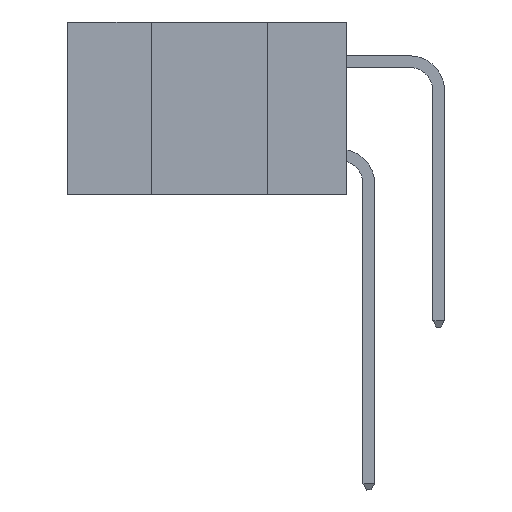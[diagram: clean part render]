
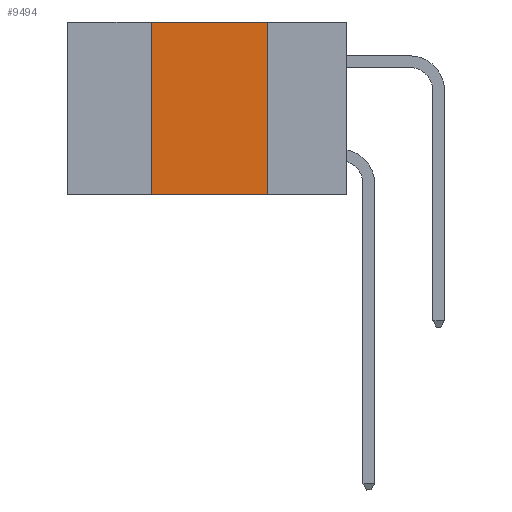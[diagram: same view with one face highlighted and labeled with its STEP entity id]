
A CAD part, left-side view. The second image highlights one B-rep face of the part: STEP entity #9494.
In plain terms, the highlighted planar face has unit normal (-1, 0, 0).
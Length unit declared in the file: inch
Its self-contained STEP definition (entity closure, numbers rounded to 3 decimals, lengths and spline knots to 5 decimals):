
#1887 = LINE ( 'NONE', #11553, #13898 ) ;
#4108 = LINE ( 'NONE', #12318, #23900 ) ;
#4140 = DIRECTION ( 'NONE',  ( 0., 0., -1. ) ) ;
#4371 = EDGE_CURVE ( 'NONE', #22612, #26439, #24380, .T. ) ;
#4469 = FACE_OUTER_BOUND ( 'NONE', #7127, .T. ) ;
#5603 = DIRECTION ( 'NONE',  ( 0., -1., 0. ) ) ;
#5635 = ORIENTED_EDGE ( 'NONE', *, *, #7550, .F. ) ;
#6020 = EDGE_CURVE ( 'NONE', #8182, #12222, #1887, .T. ) ;
#6797 = DIRECTION ( 'NONE',  ( 1., 0., 0. ) ) ;
#7127 = EDGE_LOOP ( 'NONE', ( #5635, #20200, #23265, #10818 ) ) ;
#7173 = CARTESIAN_POINT ( 'NONE',  ( 0., 0.6, 0. ) ) ;
#7550 = EDGE_CURVE ( 'NONE', #12222, #26439, #12460, .T. ) ;
#8182 = VERTEX_POINT ( 'NONE', #24603 ) ;
#8906 = CARTESIAN_POINT ( 'NONE',  ( 0., 0.17, -0.37 ) ) ;
#9494 = ADVANCED_FACE ( 'NONE', ( #4469 ), #19155, .F. ) ;
#10042 = CARTESIAN_POINT ( 'NONE',  ( 0., 0.42, -0.37 ) ) ;
#10749 = VECTOR ( 'NONE', #4140, 39.37008 ) ;
#10818 = ORIENTED_EDGE ( 'NONE', *, *, #4371, .T. ) ;
#11553 = CARTESIAN_POINT ( 'NONE',  ( 0., 0.6, 0. ) ) ;
#11621 = VECTOR ( 'NONE', #5603, 39.37008 ) ;
#12222 = VERTEX_POINT ( 'NONE', #26707 ) ;
#12318 = CARTESIAN_POINT ( 'NONE',  ( 0., 0.42, 0. ) ) ;
#12460 = LINE ( 'NONE', #14990, #10749 ) ;
#13717 = DIRECTION ( 'NONE',  ( 0., -1., 0. ) ) ;
#13898 = VECTOR ( 'NONE', #13717, 39.37008 ) ;
#14990 = CARTESIAN_POINT ( 'NONE',  ( 0., 0.17, 0. ) ) ;
#17340 = AXIS2_PLACEMENT_3D ( 'NONE', #7173, #6797, #26086 ) ;
#19155 = PLANE ( 'NONE',  #17340 ) ;
#20200 = ORIENTED_EDGE ( 'NONE', *, *, #6020, .F. ) ;
#22612 = VERTEX_POINT ( 'NONE', #10042 ) ;
#22994 = DIRECTION ( 'NONE',  ( 0., 0., 1. ) ) ;
#23265 = ORIENTED_EDGE ( 'NONE', *, *, #23513, .F. ) ;
#23513 = EDGE_CURVE ( 'NONE', #22612, #8182, #4108, .T. ) ;
#23900 = VECTOR ( 'NONE', #22994, 39.37008 ) ;
#24380 = LINE ( 'NONE', #26833, #11621 ) ;
#24603 = CARTESIAN_POINT ( 'NONE',  ( 0., 0.42, 0. ) ) ;
#26086 = DIRECTION ( 'NONE',  ( 0., 0., -1. ) ) ;
#26439 = VERTEX_POINT ( 'NONE', #8906 ) ;
#26707 = CARTESIAN_POINT ( 'NONE',  ( 0., 0.17, 0. ) ) ;
#26833 = CARTESIAN_POINT ( 'NONE',  ( 0., 0.6, -0.37 ) ) ;
